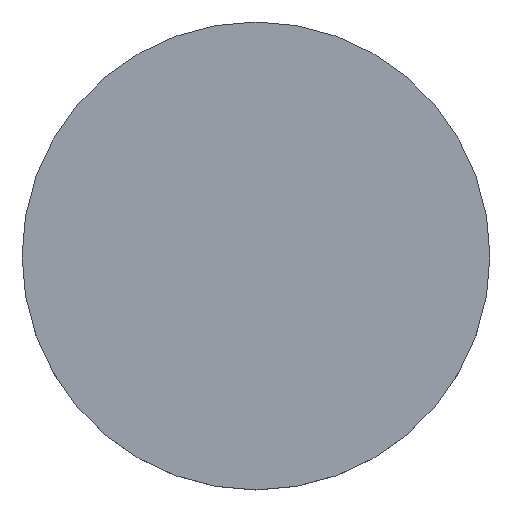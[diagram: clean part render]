
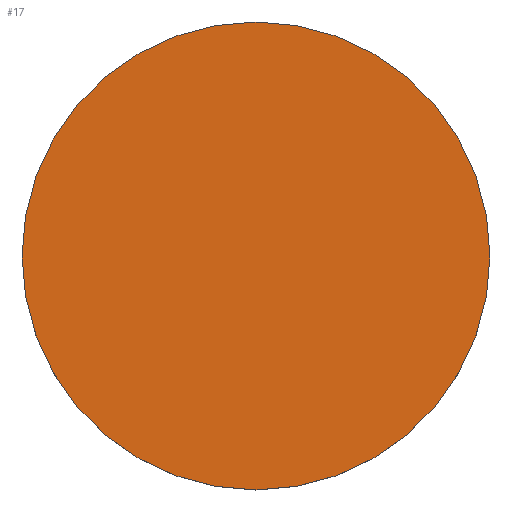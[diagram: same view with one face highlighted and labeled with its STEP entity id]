
A CAD part, top view. The second image highlights one B-rep face of the part: STEP entity #17.
In plain terms, the highlighted planar face has unit normal (0, 0, 1).
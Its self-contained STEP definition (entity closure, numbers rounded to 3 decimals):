
#3 = DIRECTION ( 'NONE',  ( 0., 0., 1. ) ) ;
#12 = EDGE_CURVE ( 'NONE', #100, #105, #54, .T. ) ;
#17 = ADVANCED_FACE ( 'NONE', ( #27 ), #150, .T. ) ;
#19 = CARTESIAN_POINT ( 'NONE',  ( 0., 0., 1.15 ) ) ;
#27 = FACE_OUTER_BOUND ( 'NONE', #151, .T. ) ;
#29 = DIRECTION ( 'NONE',  ( 1., 0., 0. ) ) ;
#44 = DIRECTION ( 'NONE',  ( 1., 0., 0. ) ) ;
#47 = ORIENTED_EDGE ( 'NONE', *, *, #12, .T. ) ;
#54 = CIRCLE ( 'NONE', #70, 12.7 ) ;
#66 = CARTESIAN_POINT ( 'NONE',  ( 0., 0., 1.15 ) ) ;
#70 = AXIS2_PLACEMENT_3D ( 'NONE', #19, #3, #44 ) ;
#75 = CARTESIAN_POINT ( 'NONE',  ( 0., 0., 1.15 ) ) ;
#76 = AXIS2_PLACEMENT_3D ( 'NONE', #75, #101, #29 ) ;
#78 = DIRECTION ( 'NONE',  ( 1., 0., 0. ) ) ;
#100 = VERTEX_POINT ( 'NONE', #154 ) ;
#101 = DIRECTION ( 'NONE',  ( 0., 0., 1. ) ) ;
#104 = CARTESIAN_POINT ( 'NONE',  ( 12.7, 0., 1.15 ) ) ;
#105 = VERTEX_POINT ( 'NONE', #104 ) ;
#122 = CIRCLE ( 'NONE', #144, 12.7 ) ;
#144 = AXIS2_PLACEMENT_3D ( 'NONE', #66, #153, #78 ) ;
#145 = EDGE_CURVE ( 'NONE', #105, #100, #122, .T. ) ;
#150 = PLANE ( 'NONE',  #76 ) ;
#151 = EDGE_LOOP ( 'NONE', ( #47, #157 ) ) ;
#153 = DIRECTION ( 'NONE',  ( 0., 0., 1. ) ) ;
#154 = CARTESIAN_POINT ( 'NONE',  ( -12.7, 0., 1.15 ) ) ;
#157 = ORIENTED_EDGE ( 'NONE', *, *, #145, .T. ) ;
